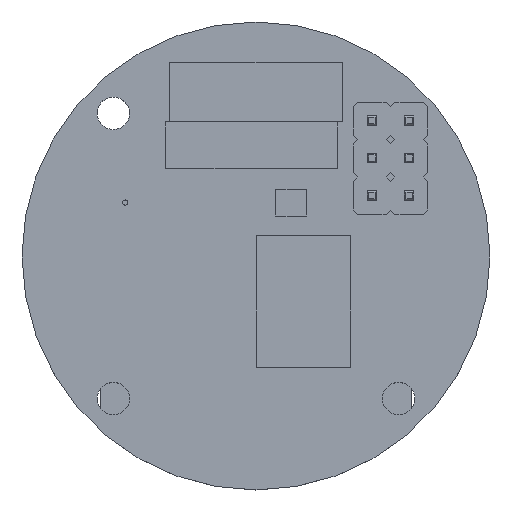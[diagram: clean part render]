
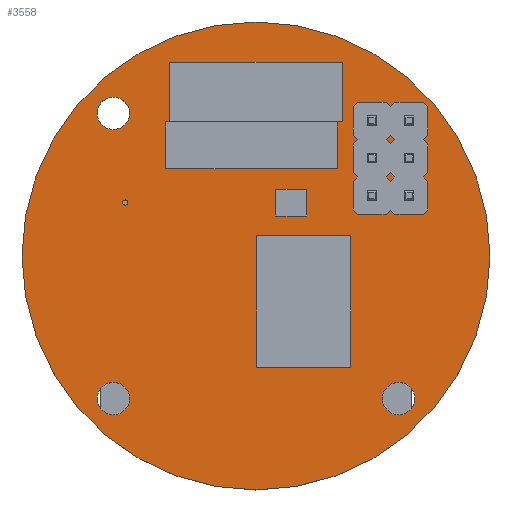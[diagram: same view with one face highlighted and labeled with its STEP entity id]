
A CAD part, top view. The second image highlights one B-rep face of the part: STEP entity #3558.
In plain terms, the highlighted planar face has unit normal (0, 0, 1).
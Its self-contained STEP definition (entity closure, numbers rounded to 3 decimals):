
#71=FACE_BOUND('',#522,.T.);
#72=FACE_BOUND('',#523,.T.);
#73=FACE_BOUND('',#524,.T.);
#74=FACE_BOUND('',#525,.T.);
#75=FACE_BOUND('',#526,.T.);
#76=FACE_BOUND('',#527,.T.);
#77=FACE_BOUND('',#528,.T.);
#78=FACE_BOUND('',#529,.T.);
#79=FACE_BOUND('',#530,.T.);
#80=FACE_BOUND('',#531,.T.);
#81=FACE_BOUND('',#532,.T.);
#82=FACE_BOUND('',#533,.T.);
#83=FACE_BOUND('',#534,.T.);
#84=FACE_BOUND('',#535,.T.);
#85=FACE_BOUND('',#536,.T.);
#86=FACE_BOUND('',#537,.T.);
#87=FACE_BOUND('',#538,.T.);
#121=PLANE('',#3894);
#321=FACE_OUTER_BOUND('',#521,.T.);
#521=EDGE_LOOP('',(#2489));
#522=EDGE_LOOP('',(#2490));
#523=EDGE_LOOP('',(#2491));
#524=EDGE_LOOP('',(#2492));
#525=EDGE_LOOP('',(#2493));
#526=EDGE_LOOP('',(#2494));
#527=EDGE_LOOP('',(#2495));
#528=EDGE_LOOP('',(#2496));
#529=EDGE_LOOP('',(#2497));
#530=EDGE_LOOP('',(#2498));
#531=EDGE_LOOP('',(#2499));
#532=EDGE_LOOP('',(#2500));
#533=EDGE_LOOP('',(#2501));
#534=EDGE_LOOP('',(#2502));
#535=EDGE_LOOP('',(#2503));
#536=EDGE_LOOP('',(#2504));
#537=EDGE_LOOP('',(#2505));
#538=EDGE_LOOP('',(#2506));
#1618=CIRCLE('',#3842,0.508);
#1620=CIRCLE('',#3845,0.508);
#1622=CIRCLE('',#3848,0.508);
#1624=CIRCLE('',#3851,0.45);
#1626=CIRCLE('',#3854,0.45);
#1628=CIRCLE('',#3857,0.5);
#1630=CIRCLE('',#3860,0.5);
#1632=CIRCLE('',#3863,1.1);
#1634=CIRCLE('',#3866,1.1);
#1636=CIRCLE('',#3869,1.1);
#1638=CIRCLE('',#3872,0.5);
#1640=CIRCLE('',#3875,0.5);
#1642=CIRCLE('',#3878,0.175);
#1644=CIRCLE('',#3881,0.45);
#1646=CIRCLE('',#3884,0.508);
#1648=CIRCLE('',#3887,0.508);
#1650=CIRCLE('',#3890,0.508);
#1651=CIRCLE('',#3892,15.875);
#1654=VERTEX_POINT('',#5040);
#1656=VERTEX_POINT('',#5046);
#1658=VERTEX_POINT('',#5052);
#1660=VERTEX_POINT('',#5058);
#1662=VERTEX_POINT('',#5064);
#1664=VERTEX_POINT('',#5070);
#1666=VERTEX_POINT('',#5076);
#1668=VERTEX_POINT('',#5082);
#1670=VERTEX_POINT('',#5088);
#1672=VERTEX_POINT('',#5094);
#1674=VERTEX_POINT('',#5100);
#1676=VERTEX_POINT('',#5106);
#1678=VERTEX_POINT('',#5112);
#1680=VERTEX_POINT('',#5118);
#1682=VERTEX_POINT('',#5124);
#1684=VERTEX_POINT('',#5130);
#1686=VERTEX_POINT('',#5136);
#1687=VERTEX_POINT('',#5140);
#1951=EDGE_CURVE('',#1654,#1654,#1618,.T.);
#1954=EDGE_CURVE('',#1656,#1656,#1620,.T.);
#1957=EDGE_CURVE('',#1658,#1658,#1622,.T.);
#1960=EDGE_CURVE('',#1660,#1660,#1624,.T.);
#1963=EDGE_CURVE('',#1662,#1662,#1626,.T.);
#1966=EDGE_CURVE('',#1664,#1664,#1628,.T.);
#1969=EDGE_CURVE('',#1666,#1666,#1630,.T.);
#1972=EDGE_CURVE('',#1668,#1668,#1632,.T.);
#1975=EDGE_CURVE('',#1670,#1670,#1634,.T.);
#1978=EDGE_CURVE('',#1672,#1672,#1636,.T.);
#1981=EDGE_CURVE('',#1674,#1674,#1638,.T.);
#1984=EDGE_CURVE('',#1676,#1676,#1640,.T.);
#1987=EDGE_CURVE('',#1678,#1678,#1642,.T.);
#1990=EDGE_CURVE('',#1680,#1680,#1644,.T.);
#1993=EDGE_CURVE('',#1682,#1682,#1646,.T.);
#1996=EDGE_CURVE('',#1684,#1684,#1648,.T.);
#1999=EDGE_CURVE('',#1686,#1686,#1650,.T.);
#2000=EDGE_CURVE('',#1687,#1687,#1651,.T.);
#2489=ORIENTED_EDGE('',*,*,#2000,.T.);
#2490=ORIENTED_EDGE('',*,*,#1951,.T.);
#2491=ORIENTED_EDGE('',*,*,#1954,.T.);
#2492=ORIENTED_EDGE('',*,*,#1957,.T.);
#2493=ORIENTED_EDGE('',*,*,#1960,.T.);
#2494=ORIENTED_EDGE('',*,*,#1963,.T.);
#2495=ORIENTED_EDGE('',*,*,#1966,.T.);
#2496=ORIENTED_EDGE('',*,*,#1969,.T.);
#2497=ORIENTED_EDGE('',*,*,#1972,.T.);
#2498=ORIENTED_EDGE('',*,*,#1975,.T.);
#2499=ORIENTED_EDGE('',*,*,#1978,.T.);
#2500=ORIENTED_EDGE('',*,*,#1981,.T.);
#2501=ORIENTED_EDGE('',*,*,#1984,.T.);
#2502=ORIENTED_EDGE('',*,*,#1987,.T.);
#2503=ORIENTED_EDGE('',*,*,#1990,.T.);
#2504=ORIENTED_EDGE('',*,*,#1993,.T.);
#2505=ORIENTED_EDGE('',*,*,#1996,.T.);
#2506=ORIENTED_EDGE('',*,*,#1999,.T.);
#3558=ADVANCED_FACE('',(#321,#71,#72,#73,#74,#75,#76,#77,#78,#79,#80,#81,
#82,#83,#84,#85,#86,#87),#121,.T.);
#3842=AXIS2_PLACEMENT_3D('',#5042,#4103,#4104);
#3845=AXIS2_PLACEMENT_3D('',#5048,#4110,#4111);
#3848=AXIS2_PLACEMENT_3D('',#5054,#4117,#4118);
#3851=AXIS2_PLACEMENT_3D('',#5060,#4124,#4125);
#3854=AXIS2_PLACEMENT_3D('',#5066,#4131,#4132);
#3857=AXIS2_PLACEMENT_3D('',#5072,#4138,#4139);
#3860=AXIS2_PLACEMENT_3D('',#5078,#4145,#4146);
#3863=AXIS2_PLACEMENT_3D('',#5084,#4152,#4153);
#3866=AXIS2_PLACEMENT_3D('',#5090,#4159,#4160);
#3869=AXIS2_PLACEMENT_3D('',#5096,#4166,#4167);
#3872=AXIS2_PLACEMENT_3D('',#5102,#4173,#4174);
#3875=AXIS2_PLACEMENT_3D('',#5108,#4180,#4181);
#3878=AXIS2_PLACEMENT_3D('',#5114,#4187,#4188);
#3881=AXIS2_PLACEMENT_3D('',#5120,#4194,#4195);
#3884=AXIS2_PLACEMENT_3D('',#5126,#4201,#4202);
#3887=AXIS2_PLACEMENT_3D('',#5132,#4208,#4209);
#3890=AXIS2_PLACEMENT_3D('',#5138,#4215,#4216);
#3892=AXIS2_PLACEMENT_3D('',#5141,#4219,#4220);
#3894=AXIS2_PLACEMENT_3D('',#5145,#4224,#4225);
#4103=DIRECTION('center_axis',(0.,0.,-1.));
#4104=DIRECTION('ref_axis',(1.,0.,0.));
#4110=DIRECTION('center_axis',(0.,0.,-1.));
#4111=DIRECTION('ref_axis',(1.,0.,0.));
#4117=DIRECTION('center_axis',(0.,0.,-1.));
#4118=DIRECTION('ref_axis',(1.,0.,0.));
#4124=DIRECTION('center_axis',(0.,0.,-1.));
#4125=DIRECTION('ref_axis',(1.,0.,0.));
#4131=DIRECTION('center_axis',(0.,0.,-1.));
#4132=DIRECTION('ref_axis',(1.,0.,0.));
#4138=DIRECTION('center_axis',(0.,0.,-1.));
#4139=DIRECTION('ref_axis',(1.,0.,0.));
#4145=DIRECTION('center_axis',(0.,0.,-1.));
#4146=DIRECTION('ref_axis',(1.,0.,0.));
#4152=DIRECTION('center_axis',(0.,0.,-1.));
#4153=DIRECTION('ref_axis',(1.,0.,0.));
#4159=DIRECTION('center_axis',(0.,0.,-1.));
#4160=DIRECTION('ref_axis',(1.,0.,0.));
#4166=DIRECTION('center_axis',(0.,0.,-1.));
#4167=DIRECTION('ref_axis',(1.,0.,0.));
#4173=DIRECTION('center_axis',(0.,0.,-1.));
#4174=DIRECTION('ref_axis',(1.,0.,0.));
#4180=DIRECTION('center_axis',(0.,0.,-1.));
#4181=DIRECTION('ref_axis',(1.,0.,0.));
#4187=DIRECTION('center_axis',(0.,0.,-1.));
#4188=DIRECTION('ref_axis',(1.,0.,0.));
#4194=DIRECTION('center_axis',(0.,0.,-1.));
#4195=DIRECTION('ref_axis',(1.,0.,0.));
#4201=DIRECTION('center_axis',(0.,0.,-1.));
#4202=DIRECTION('ref_axis',(1.,0.,0.));
#4208=DIRECTION('center_axis',(0.,0.,-1.));
#4209=DIRECTION('ref_axis',(1.,0.,0.));
#4215=DIRECTION('center_axis',(0.,0.,-1.));
#4216=DIRECTION('ref_axis',(1.,0.,0.));
#4219=DIRECTION('center_axis',(0.,0.,1.));
#4220=DIRECTION('ref_axis',(-1.,0.,0.));
#4224=DIRECTION('center_axis',(0.,0.,1.));
#4225=DIRECTION('ref_axis',(1.,0.,0.));
#5040=CARTESIAN_POINT('',(23.222,19.96,1.67));
#5042=CARTESIAN_POINT('Origin',(23.73,19.96,1.67));
#5046=CARTESIAN_POINT('',(23.222,22.5,1.67));
#5048=CARTESIAN_POINT('Origin',(23.73,22.5,1.67));
#5052=CARTESIAN_POINT('',(23.222,25.04,1.67));
#5054=CARTESIAN_POINT('Origin',(23.73,25.04,1.67));
#5058=CARTESIAN_POINT('',(12.885,27.,1.67));
#5060=CARTESIAN_POINT('Origin',(13.335,27.,1.67));
#5064=CARTESIAN_POINT('',(15.425,27.,1.67));
#5066=CARTESIAN_POINT('Origin',(15.875,27.,1.67));
#5070=CARTESIAN_POINT('',(16.645,23.7,1.67));
#5072=CARTESIAN_POINT('Origin',(17.145,23.7,1.67));
#5076=CARTESIAN_POINT('',(11.565,23.7,1.67));
#5078=CARTESIAN_POINT('Origin',(12.065,23.7,1.67));
#5082=CARTESIAN_POINT('',(5.1,6.2,1.67));
#5084=CARTESIAN_POINT('Origin',(6.2,6.2,1.67));
#5088=CARTESIAN_POINT('',(5.1,25.55,1.67));
#5090=CARTESIAN_POINT('Origin',(6.2,25.55,1.67));
#5094=CARTESIAN_POINT('',(24.45,6.2,1.67));
#5096=CARTESIAN_POINT('Origin',(25.55,6.2,1.67));
#5100=CARTESIAN_POINT('',(14.105,23.7,1.67));
#5102=CARTESIAN_POINT('Origin',(14.605,23.7,1.67));
#5106=CARTESIAN_POINT('',(19.185,23.7,1.67));
#5108=CARTESIAN_POINT('Origin',(19.685,23.7,1.67));
#5112=CARTESIAN_POINT('',(6.825,19.5,1.67));
#5114=CARTESIAN_POINT('Origin',(7.,19.5,1.67));
#5118=CARTESIAN_POINT('',(17.965,27.,1.67));
#5120=CARTESIAN_POINT('Origin',(18.415,27.,1.67));
#5124=CARTESIAN_POINT('',(25.762,25.04,1.67));
#5126=CARTESIAN_POINT('Origin',(26.27,25.04,1.67));
#5130=CARTESIAN_POINT('',(25.762,22.5,1.67));
#5132=CARTESIAN_POINT('Origin',(26.27,22.5,1.67));
#5136=CARTESIAN_POINT('',(25.762,19.96,1.67));
#5138=CARTESIAN_POINT('Origin',(26.27,19.96,1.67));
#5140=CARTESIAN_POINT('',(31.75,15.875,1.67));
#5141=CARTESIAN_POINT('Origin',(15.875,15.875,1.67));
#5145=CARTESIAN_POINT('Origin',(15.875,15.875,1.67));
